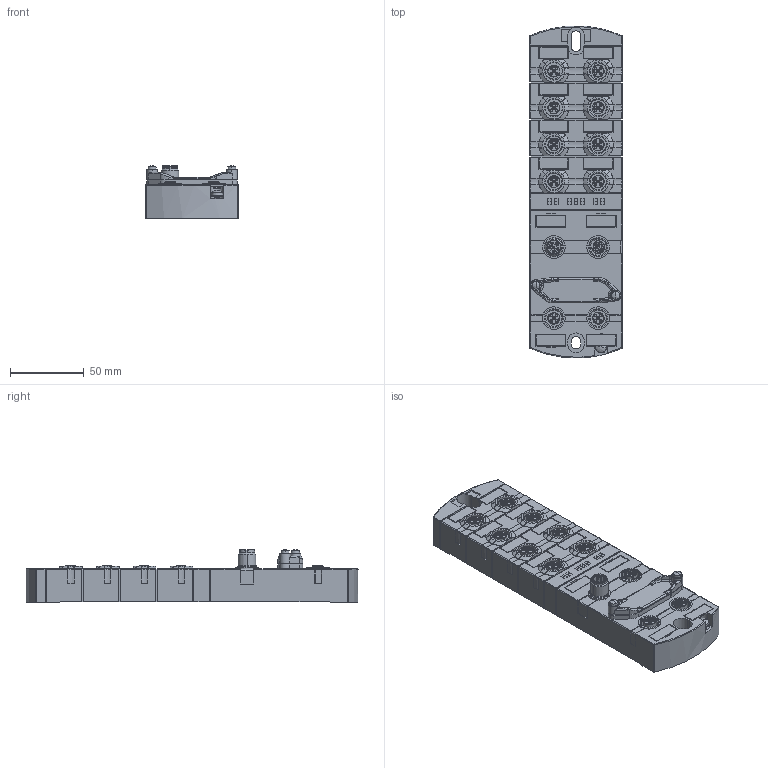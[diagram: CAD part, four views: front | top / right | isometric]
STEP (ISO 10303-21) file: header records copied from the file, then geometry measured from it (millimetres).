
FILE_DESCRIPTION (( 'STEP AP214' ), '1' );
FILE_NAME ('54632.STEP', '2024-08-19T17:15:16', ( '' ), ( '' ), 'SwSTEP 2.0', 'SolidWorks 2021', '' );
FILE_SCHEMA (( 'AUTOMOTIVE_DESIGN' ));
Length unit declared in the file: inch
Products named in the file (1): 54632
Bounding box: 62.7 x 225.29 x 35.88 mm (x, y, z)
Volume: 309233.3 mm3; surface area: 55270.9 mm2
Topology: 6 solids, 7 shells, 2128 faces, 5335 edges, 3395 vertices
Faces by surface type: plane 771, cylinder 677, cone 326, bspline 294, torus 60
Entity records: 76349 total; most frequent: CARTESIAN_POINT 26707, ORIENTED_EDGE 10650, DIRECTION 10023, EDGE_CURVE 5325, AXIS2_PLACEMENT_3D 3851, VERTEX_POINT 3393, EDGE_LOOP 2322, LINE 2321
